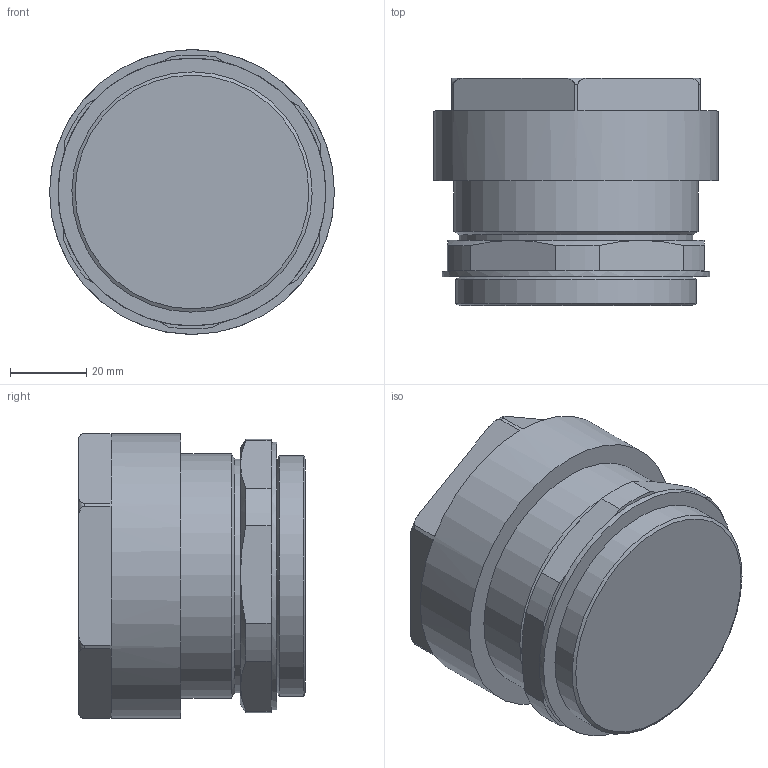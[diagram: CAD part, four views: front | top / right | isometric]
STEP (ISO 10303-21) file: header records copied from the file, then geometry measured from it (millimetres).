
FILE_DESCRIPTION(/* description */ (''),/* implementation_level */ '2;1');
FILE_NAME(/* name */ '501 321_E M63.stp',/* time_stamp */ '2020-11-27T14:46:41+05:00',/* author */ ('jgandhi'),/* organization */ (''),/* preprocessor_version */ 'ST-DEVELOPER v18',/* originating_system */ 'Autodesk Inventor 2020',/* authorisation */ '');
FILE_SCHEMA (('AUTOMOTIVE_DESIGN { 1 0 10303 214 3 1 1 }'));
Length unit declared in the file: millimetre
Products named in the file (1): 501 321_E M63
Bounding box: 74.5 x 59.36 x 74.5 mm (x, y, z)
Volume: 219213.1 mm3; surface area: 23617.9 mm2
Topology: 1 solids, 1 shells, 61 faces, 154 edges, 98 vertices
Faces by surface type: plane 35, cylinder 11, cone 9, torus 6
Full cylindrical faces by diameter (mm): 61 x1, 62.85 x1, 63.85 x1, 70 x1, 74.5 x1
Entity records: 2051 total; most frequent: CARTESIAN_POINT 470, DIRECTION 322, ORIENTED_EDGE 308, EDGE_CURVE 154, AXIS2_PLACEMENT_3D 130, VERTEX_POINT 98, CIRCLE 68, EDGE_LOOP 64
